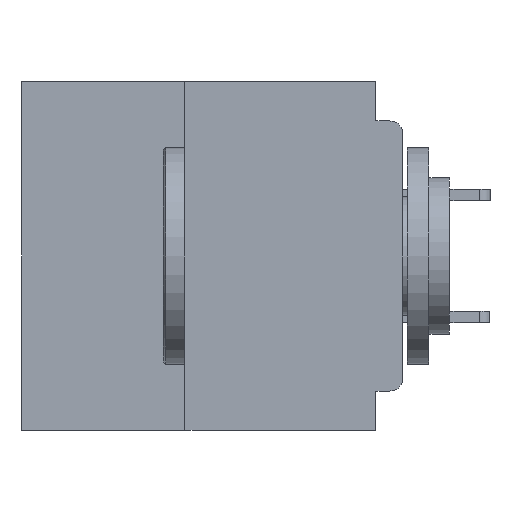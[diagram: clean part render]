
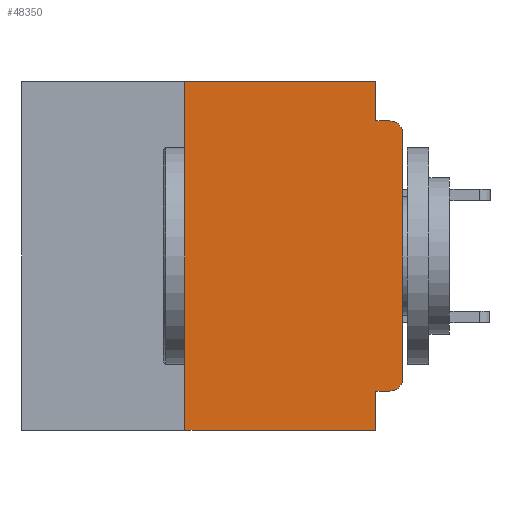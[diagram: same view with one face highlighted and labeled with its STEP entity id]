
A CAD part, left-side view. The second image highlights one B-rep face of the part: STEP entity #48350.
In plain terms, the highlighted planar face has unit normal (-1, 0, 0).
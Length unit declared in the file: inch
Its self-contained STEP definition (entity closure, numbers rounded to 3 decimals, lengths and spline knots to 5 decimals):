
#32 = VECTOR ( 'NONE', #1268, 39.37008 ) ;
#965 = ORIENTED_EDGE ( 'NONE', *, *, #20556, .T. ) ;
#1268 = DIRECTION ( 'NONE',  ( 0., -1., 0. ) ) ;
#2418 = DIRECTION ( 'NONE',  ( 0., -1., 0. ) ) ;
#3273 = VERTEX_POINT ( 'NONE', #27836 ) ;
#4879 = LINE ( 'NONE', #44340, #13881 ) ;
#7246 = CARTESIAN_POINT ( 'NONE',  ( 0., 0.031, -0.355 ) ) ;
#7440 = CARTESIAN_POINT ( 'NONE',  ( 0., 0.437, 0. ) ) ;
#8405 = VERTEX_POINT ( 'NONE', #7246 ) ;
#8494 = ORIENTED_EDGE ( 'NONE', *, *, #24825, .T. ) ;
#9701 = AXIS2_PLACEMENT_3D ( 'NONE', #7440, #34489, #11464 ) ;
#9796 = VERTEX_POINT ( 'NONE', #37940 ) ;
#9950 = VERTEX_POINT ( 'NONE', #20127 ) ;
#10064 = DIRECTION ( 'NONE',  ( -1., 0., 0. ) ) ;
#11009 = EDGE_CURVE ( 'NONE', #38621, #8405, #36966, .T. ) ;
#11151 = VECTOR ( 'NONE', #19494, 39.37008 ) ;
#11243 = VERTEX_POINT ( 'NONE', #25048 ) ;
#11268 = CARTESIAN_POINT ( 'NONE',  ( 0., 0.031, -0.045 ) ) ;
#11269 = CARTESIAN_POINT ( 'NONE',  ( 0., 0.25, -0.4 ) ) ;
#11464 = DIRECTION ( 'NONE',  ( 0., 0., -1. ) ) ;
#12841 = EDGE_CURVE ( 'NONE', #8405, #3273, #41852, .T. ) ;
#13155 = ORIENTED_EDGE ( 'NONE', *, *, #39372, .F. ) ;
#13881 = VECTOR ( 'NONE', #48166, 39.37008 ) ;
#14608 = VERTEX_POINT ( 'NONE', #34142 ) ;
#15665 = CARTESIAN_POINT ( 'NONE',  ( 0., 0.031, -0.4 ) ) ;
#15850 = CARTESIAN_POINT ( 'NONE',  ( 0., 0., -0.355 ) ) ;
#16153 = ORIENTED_EDGE ( 'NONE', *, *, #28285, .F. ) ;
#16476 = VECTOR ( 'NONE', #19697, 39.37008 ) ;
#16688 = FACE_OUTER_BOUND ( 'NONE', #29900, .T. ) ;
#17506 = ORIENTED_EDGE ( 'NONE', *, *, #11009, .F. ) ;
#17826 = LINE ( 'NONE', #44409, #38349 ) ;
#18493 = LINE ( 'NONE', #20786, #47921 ) ;
#18972 = CARTESIAN_POINT ( 'NONE',  ( 0., 0.015, -0.34 ) ) ;
#19494 = DIRECTION ( 'NONE',  ( 0., 0., -1. ) ) ;
#19697 = DIRECTION ( 'NONE',  ( 0., 1., 0. ) ) ;
#20127 = CARTESIAN_POINT ( 'NONE',  ( 0., 0., -0.34 ) ) ;
#20521 = ORIENTED_EDGE ( 'NONE', *, *, #12841, .F. ) ;
#20556 = EDGE_CURVE ( 'NONE', #35309, #3273, #4879, .T. ) ;
#20786 = CARTESIAN_POINT ( 'NONE',  ( 0., 0.031, 0. ) ) ;
#21075 = EDGE_CURVE ( 'NONE', #11243, #14608, #39716, .T. ) ;
#21095 = CARTESIAN_POINT ( 'NONE',  ( 0., 0.25, -0.4 ) ) ;
#22030 = LINE ( 'NONE', #29297, #28653 ) ;
#22141 = CARTESIAN_POINT ( 'NONE',  ( 0., 0.015, -0.355 ) ) ;
#22827 = DIRECTION ( 'NONE',  ( 0., 0., -1. ) ) ;
#22908 = EDGE_CURVE ( 'NONE', #9950, #9796, #17826, .T. ) ;
#23127 = EDGE_CURVE ( 'NONE', #35309, #11243, #37717, .T. ) ;
#24266 = CARTESIAN_POINT ( 'NONE',  ( 0., 0.437, 0. ) ) ;
#24825 = EDGE_CURVE ( 'NONE', #38621, #9950, #33793, .T. ) ;
#25048 = CARTESIAN_POINT ( 'NONE',  ( 0., 0.25, 0. ) ) ;
#27474 = CARTESIAN_POINT ( 'NONE',  ( 0., 0.015, -0.045 ) ) ;
#27836 = CARTESIAN_POINT ( 'NONE',  ( 0., 0.031, -0.4 ) ) ;
#28285 = EDGE_CURVE ( 'NONE', #14608, #36226, #18493, .T. ) ;
#28653 = VECTOR ( 'NONE', #2418, 39.37008 ) ;
#29188 = ORIENTED_EDGE ( 'NONE', *, *, #23127, .F. ) ;
#29297 = CARTESIAN_POINT ( 'NONE',  ( 0., 0., -0.045 ) ) ;
#29900 = EDGE_LOOP ( 'NONE', ( #41004, #46047, #13155, #16153, #48921, #29188, #965, #20521, #17506, #8494 ) ) ;
#30232 = CIRCLE ( 'NONE', #45300, 0.015 ) ;
#30410 = DIRECTION ( 'NONE',  ( 0., 0., 1. ) ) ;
#30610 = PLANE ( 'NONE',  #9701 ) ;
#33034 = CARTESIAN_POINT ( 'NONE',  ( 0., 0.015, -0.06 ) ) ;
#33793 = CIRCLE ( 'NONE', #45724, 0.015 ) ;
#34142 = CARTESIAN_POINT ( 'NONE',  ( 0., 0.031, 0. ) ) ;
#34489 = DIRECTION ( 'NONE',  ( 1., 0., 0. ) ) ;
#35309 = VERTEX_POINT ( 'NONE', #21095 ) ;
#36226 = VERTEX_POINT ( 'NONE', #11268 ) ;
#36966 = LINE ( 'NONE', #15850, #16476 ) ;
#36982 = DIRECTION ( 'NONE',  ( 0., 0., -1. ) ) ;
#37717 = LINE ( 'NONE', #11269, #46664 ) ;
#37940 = CARTESIAN_POINT ( 'NONE',  ( 0., 0., -0.06 ) ) ;
#38349 = VECTOR ( 'NONE', #48233, 39.37008 ) ;
#38621 = VERTEX_POINT ( 'NONE', #22141 ) ;
#39372 = EDGE_CURVE ( 'NONE', #36226, #49646, #22030, .T. ) ;
#39716 = LINE ( 'NONE', #24266, #32 ) ;
#41004 = ORIENTED_EDGE ( 'NONE', *, *, #22908, .T. ) ;
#41852 = LINE ( 'NONE', #15665, #11151 ) ;
#43838 = DIRECTION ( 'NONE',  ( 0., 0., -1. ) ) ;
#44340 = CARTESIAN_POINT ( 'NONE',  ( 0., 0.437, -0.4 ) ) ;
#44409 = CARTESIAN_POINT ( 'NONE',  ( 0., 0., 0. ) ) ;
#45300 = AXIS2_PLACEMENT_3D ( 'NONE', #33034, #10064, #36982 ) ;
#45446 = EDGE_CURVE ( 'NONE', #9796, #49646, #30232, .T. ) ;
#45724 = AXIS2_PLACEMENT_3D ( 'NONE', #18972, #45855, #22827 ) ;
#45855 = DIRECTION ( 'NONE',  ( -1., 0., 0. ) ) ;
#46047 = ORIENTED_EDGE ( 'NONE', *, *, #45446, .T. ) ;
#46664 = VECTOR ( 'NONE', #30410, 39.37008 ) ;
#47921 = VECTOR ( 'NONE', #43838, 39.37008 ) ;
#48166 = DIRECTION ( 'NONE',  ( 0., -1., 0. ) ) ;
#48233 = DIRECTION ( 'NONE',  ( 0., 0., 1. ) ) ;
#48350 = ADVANCED_FACE ( 'NONE', ( #16688 ), #30610, .F. ) ;
#48921 = ORIENTED_EDGE ( 'NONE', *, *, #21075, .F. ) ;
#49646 = VERTEX_POINT ( 'NONE', #27474 ) ;
